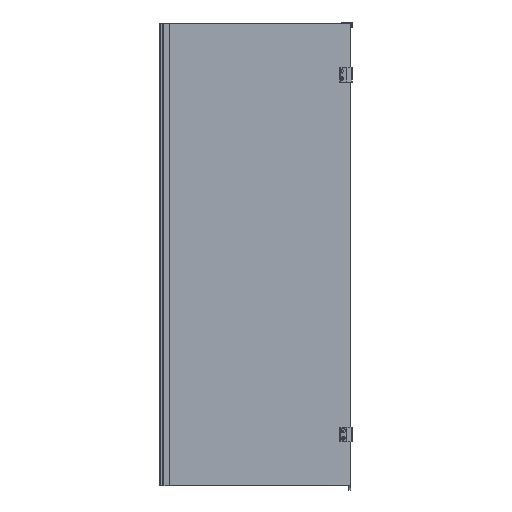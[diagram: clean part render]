
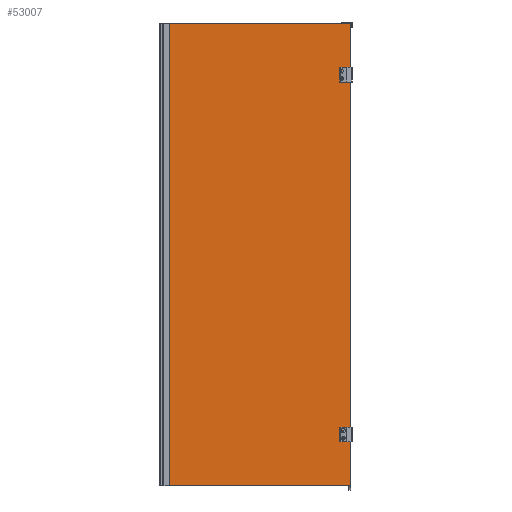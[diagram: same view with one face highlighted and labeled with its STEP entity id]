
A CAD part, top view. The second image highlights one B-rep face of the part: STEP entity #53007.
In plain terms, the highlighted planar face has unit normal (0, 0, 1).
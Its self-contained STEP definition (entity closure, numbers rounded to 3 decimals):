
#196 = EDGE_LOOP ( 'NONE', ( #6208, #51325 ) ) ;
#284 = AXIS2_PLACEMENT_3D ( 'NONE', #26348, #48251, #22326 ) ;
#416 = VECTOR ( 'NONE', #37993, 1000. ) ;
#571 = CARTESIAN_POINT ( 'NONE',  ( 368.5, 743., 8. ) ) ;
#1047 = CARTESIAN_POINT ( 'NONE',  ( 398.5, -975., 8. ) ) ;
#1931 = EDGE_CURVE ( 'NONE', #33367, #26120, #16982, .T. ) ;
#1961 = DIRECTION ( 'NONE',  ( 1., 0., 0. ) ) ;
#2109 = ORIENTED_EDGE ( 'NONE', *, *, #52688, .T. ) ;
#3779 = CIRCLE ( 'NONE', #30394, 5. ) ;
#3890 = CIRCLE ( 'NONE', #12195, 5. ) ;
#6072 = ORIENTED_EDGE ( 'NONE', *, *, #47781, .T. ) ;
#6208 = ORIENTED_EDGE ( 'NONE', *, *, #37932, .T. ) ;
#6456 = CIRCLE ( 'NONE', #50055, 5. ) ;
#6483 = DIRECTION ( 'NONE',  ( 1., 0., 0. ) ) ;
#6825 = CARTESIAN_POINT ( 'NONE',  ( 368.5, -775., 8. ) ) ;
#6972 = DIRECTION ( 'NONE',  ( 0., 0., -1. ) ) ;
#7509 = VERTEX_POINT ( 'NONE', #49990 ) ;
#7906 = EDGE_CURVE ( 'NONE', #47862, #17986, #11997, .T. ) ;
#7940 = VECTOR ( 'NONE', #37370, 1000. ) ;
#10279 = CARTESIAN_POINT ( 'NONE',  ( 363.5, -775., 8. ) ) ;
#10500 = CARTESIAN_POINT ( 'NONE',  ( -366.489, -975., 8. ) ) ;
#10722 = VERTEX_POINT ( 'NONE', #10279 ) ;
#11031 = AXIS2_PLACEMENT_3D ( 'NONE', #19427, #50444, #6483 ) ;
#11330 = DIRECTION ( 'NONE',  ( -1., 0., 0. ) ) ;
#11392 = DIRECTION ( 'NONE',  ( -1., 0., 0. ) ) ;
#11997 = LINE ( 'NONE', #21020, #416 ) ;
#12195 = AXIS2_PLACEMENT_3D ( 'NONE', #6825, #42042, #47180 ) ;
#12377 = VERTEX_POINT ( 'NONE', #16018 ) ;
#13015 = FACE_BOUND ( 'NONE', #196, .T. ) ;
#13468 = EDGE_CURVE ( 'NONE', #31832, #10722, #3890, .T. ) ;
#13614 = AXIS2_PLACEMENT_3D ( 'NONE', #571, #17523, #52560 ) ;
#14603 = VECTOR ( 'NONE', #52377, 1000. ) ;
#15199 = CARTESIAN_POINT ( 'NONE',  ( 373.5, -775., 8. ) ) ;
#16018 = CARTESIAN_POINT ( 'NONE',  ( 373.5, -743., 8. ) ) ;
#16715 = EDGE_LOOP ( 'NONE', ( #34983, #6072 ) ) ;
#16982 = CIRCLE ( 'NONE', #284, 5.419 ) ;
#17060 = CIRCLE ( 'NONE', #21678, 5. ) ;
#17523 = DIRECTION ( 'NONE',  ( 0., 0., -1. ) ) ;
#17986 = VERTEX_POINT ( 'NONE', #1047 ) ;
#19427 = CARTESIAN_POINT ( 'NONE',  ( 368.5, 743., 8. ) ) ;
#19703 = ORIENTED_EDGE ( 'NONE', *, *, #35716, .T. ) ;
#20265 = CARTESIAN_POINT ( 'NONE',  ( 368.5, -743., 8. ) ) ;
#21020 = CARTESIAN_POINT ( 'NONE',  ( 0., -975., 8. ) ) ;
#21146 = DIRECTION ( 'NONE',  ( -1., 0., 0. ) ) ;
#21678 = AXIS2_PLACEMENT_3D ( 'NONE', #20265, #6972, #11330 ) ;
#21745 = CARTESIAN_POINT ( 'NONE',  ( 373.919, 775., 8. ) ) ;
#21845 = CARTESIAN_POINT ( 'NONE',  ( 363.5, -743., 8. ) ) ;
#21854 = FACE_BOUND ( 'NONE', #16715, .T. ) ;
#22326 = DIRECTION ( 'NONE',  ( 1., 0., 0. ) ) ;
#22671 = ORIENTED_EDGE ( 'NONE', *, *, #7906, .T. ) ;
#22880 = DIRECTION ( 'NONE',  ( 0., 0., -1. ) ) ;
#24513 = EDGE_LOOP ( 'NONE', ( #46875, #40804 ) ) ;
#24622 = EDGE_LOOP ( 'NONE', ( #22671, #19703, #2109, #30115 ) ) ;
#26120 = VERTEX_POINT ( 'NONE', #21745 ) ;
#26348 = CARTESIAN_POINT ( 'NONE',  ( 368.5, 775., 8. ) ) ;
#28098 = CARTESIAN_POINT ( 'NONE',  ( 368.5, 775., 8. ) ) ;
#29722 = AXIS2_PLACEMENT_3D ( 'NONE', #28098, #40068, #1961 ) ;
#30115 = ORIENTED_EDGE ( 'NONE', *, *, #39921, .T. ) ;
#30291 = CIRCLE ( 'NONE', #11031, 5. ) ;
#30394 = AXIS2_PLACEMENT_3D ( 'NONE', #47073, #42695, #21146 ) ;
#30742 = FACE_BOUND ( 'NONE', #24513, .T. ) ;
#31832 = VERTEX_POINT ( 'NONE', #15199 ) ;
#32113 = FACE_OUTER_BOUND ( 'NONE', #24622, .T. ) ;
#32478 = LINE ( 'NONE', #42128, #7940 ) ;
#33367 = VERTEX_POINT ( 'NONE', #41855 ) ;
#34514 = ORIENTED_EDGE ( 'NONE', *, *, #47944, .T. ) ;
#34983 = ORIENTED_EDGE ( 'NONE', *, *, #13468, .T. ) ;
#35014 = PLANE ( 'NONE',  #44668 ) ;
#35716 = EDGE_CURVE ( 'NONE', #17986, #7509, #32478, .T. ) ;
#36220 = LINE ( 'NONE', #37125, #42318 ) ;
#36397 = CARTESIAN_POINT ( 'NONE',  ( 373.5, 743., 8. ) ) ;
#36863 = FACE_BOUND ( 'NONE', #36953, .T. ) ;
#36953 = EDGE_LOOP ( 'NONE', ( #34514, #43598 ) ) ;
#37125 = CARTESIAN_POINT ( 'NONE',  ( 0., 975., 8. ) ) ;
#37370 = DIRECTION ( 'NONE',  ( 0., 1., 0. ) ) ;
#37932 = EDGE_CURVE ( 'NONE', #51092, #12377, #3779, .T. ) ;
#37993 = DIRECTION ( 'NONE',  ( 1., 0., 0. ) ) ;
#39379 = CARTESIAN_POINT ( 'NONE',  ( 0., 0., 8. ) ) ;
#39435 = EDGE_CURVE ( 'NONE', #26120, #33367, #45994, .T. ) ;
#39921 = EDGE_CURVE ( 'NONE', #40320, #47862, #52076, .T. ) ;
#40068 = DIRECTION ( 'NONE',  ( 0., 0., -1. ) ) ;
#40320 = VERTEX_POINT ( 'NONE', #54078 ) ;
#40326 = VERTEX_POINT ( 'NONE', #36397 ) ;
#40588 = CARTESIAN_POINT ( 'NONE',  ( 368.5, -775., 8. ) ) ;
#40804 = ORIENTED_EDGE ( 'NONE', *, *, #1931, .T. ) ;
#41855 = CARTESIAN_POINT ( 'NONE',  ( 363.081, 775., 8. ) ) ;
#42042 = DIRECTION ( 'NONE',  ( 0., 0., -1. ) ) ;
#42128 = CARTESIAN_POINT ( 'NONE',  ( 398.5, 0., 8. ) ) ;
#42318 = VECTOR ( 'NONE', #11392, 1000. ) ;
#42695 = DIRECTION ( 'NONE',  ( 0., 0., -1. ) ) ;
#43598 = ORIENTED_EDGE ( 'NONE', *, *, #49997, .T. ) ;
#44573 = VERTEX_POINT ( 'NONE', #47418 ) ;
#44668 = AXIS2_PLACEMENT_3D ( 'NONE', #39379, #56135, #47573 ) ;
#45232 = CIRCLE ( 'NONE', #13614, 5. ) ;
#45994 = CIRCLE ( 'NONE', #29722, 5.419 ) ;
#46875 = ORIENTED_EDGE ( 'NONE', *, *, #39435, .T. ) ;
#47073 = CARTESIAN_POINT ( 'NONE',  ( 368.5, -743., 8. ) ) ;
#47180 = DIRECTION ( 'NONE',  ( 1., 0., 0. ) ) ;
#47418 = CARTESIAN_POINT ( 'NONE',  ( 363.5, 743., 8. ) ) ;
#47573 = DIRECTION ( 'NONE',  ( 1., 0., 0. ) ) ;
#47781 = EDGE_CURVE ( 'NONE', #10722, #31832, #6456, .T. ) ;
#47862 = VERTEX_POINT ( 'NONE', #10500 ) ;
#47944 = EDGE_CURVE ( 'NONE', #40326, #44573, #30291, .T. ) ;
#48251 = DIRECTION ( 'NONE',  ( 0., 0., -1. ) ) ;
#49160 = DIRECTION ( 'NONE',  ( 1., 0., 0. ) ) ;
#49990 = CARTESIAN_POINT ( 'NONE',  ( 398.5, 975., 8. ) ) ;
#49997 = EDGE_CURVE ( 'NONE', #44573, #40326, #45232, .T. ) ;
#50055 = AXIS2_PLACEMENT_3D ( 'NONE', #40588, #22880, #49160 ) ;
#50444 = DIRECTION ( 'NONE',  ( 0., 0., -1. ) ) ;
#51092 = VERTEX_POINT ( 'NONE', #21845 ) ;
#51325 = ORIENTED_EDGE ( 'NONE', *, *, #53831, .T. ) ;
#52076 = LINE ( 'NONE', #52581, #14603 ) ;
#52377 = DIRECTION ( 'NONE',  ( 0., -1., 0. ) ) ;
#52560 = DIRECTION ( 'NONE',  ( 1., 0., 0. ) ) ;
#52581 = CARTESIAN_POINT ( 'NONE',  ( -366.489, 0., 8. ) ) ;
#52688 = EDGE_CURVE ( 'NONE', #7509, #40320, #36220, .T. ) ;
#53007 = ADVANCED_FACE ( 'NONE', ( #32113, #36863, #21854, #13015, #30742 ), #35014, .T. ) ;
#53831 = EDGE_CURVE ( 'NONE', #12377, #51092, #17060, .T. ) ;
#54078 = CARTESIAN_POINT ( 'NONE',  ( -366.489, 975., 8. ) ) ;
#56135 = DIRECTION ( 'NONE',  ( 0., 0., 1. ) ) ;
